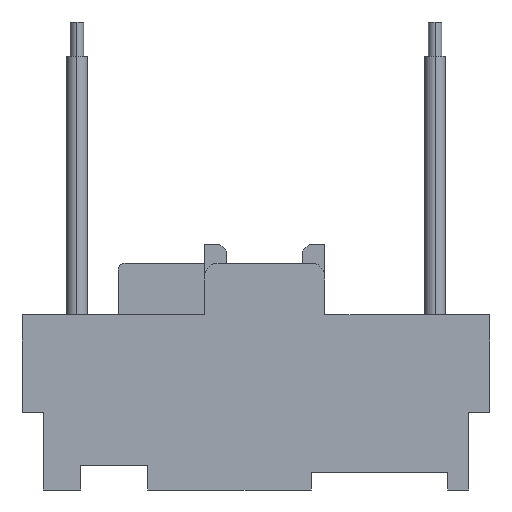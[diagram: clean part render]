
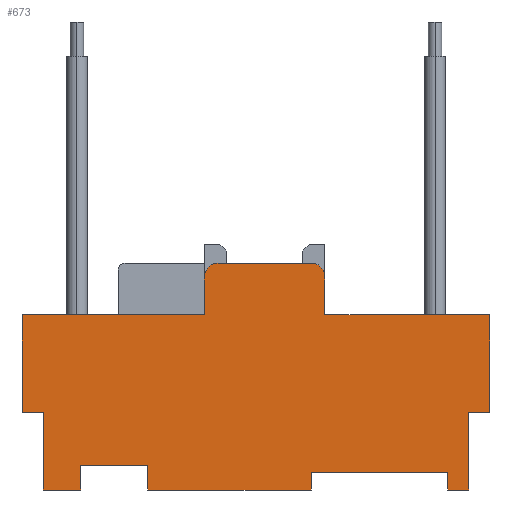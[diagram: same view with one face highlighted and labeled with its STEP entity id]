
A CAD part, left-side view. The second image highlights one B-rep face of the part: STEP entity #673.
In plain terms, the highlighted planar face has unit normal (-1, 0, 0).
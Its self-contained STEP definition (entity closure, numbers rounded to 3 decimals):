
#673=ADVANCED_FACE('',(#1732),#1733,.T.);
#1031=VERTEX_POINT('',#2091);
#1035=VERTEX_POINT('',#2095);
#1037=EDGE_CURVE('',#1035,#1031,#2097,.T.);
#1229=VERTEX_POINT('',#2289);
#1233=EDGE_CURVE('',#1031,#1229,#2293,.T.);
#1235=VERTEX_POINT('',#2295);
#1239=EDGE_CURVE('',#1229,#1235,#2299,.T.);
#1241=VERTEX_POINT('',#2301);
#1245=EDGE_CURVE('',#1235,#1241,#2305,.T.);
#1253=VERTEX_POINT('',#2313);
#1257=VERTEX_POINT('',#2317);
#1259=EDGE_CURVE('',#1257,#1253,#2319,.T.);
#1267=VERTEX_POINT('',#2327);
#1271=EDGE_CURVE('',#1253,#1267,#2331,.T.);
#1277=VERTEX_POINT('',#2337);
#1281=EDGE_CURVE('',#1267,#1277,#2341,.T.);
#1287=VERTEX_POINT('',#2347);
#1291=EDGE_CURVE('',#1277,#1287,#2351,.T.);
#1297=VERTEX_POINT('',#2357);
#1301=EDGE_CURVE('',#1287,#1297,#2361,.T.);
#1307=VERTEX_POINT('',#2367);
#1311=EDGE_CURVE('',#1297,#1307,#2371,.T.);
#1317=VERTEX_POINT('',#2377);
#1321=EDGE_CURVE('',#1307,#1317,#2381,.T.);
#1327=VERTEX_POINT('',#2387);
#1331=EDGE_CURVE('',#1317,#1327,#2391,.T.);
#1337=VERTEX_POINT('',#2397);
#1341=EDGE_CURVE('',#1327,#1337,#2401,.T.);
#1347=VERTEX_POINT('',#2407);
#1351=EDGE_CURVE('',#1337,#1347,#2411,.T.);
#1357=VERTEX_POINT('',#2417);
#1361=EDGE_CURVE('',#1347,#1357,#2421,.T.);
#1367=VERTEX_POINT('',#2427);
#1371=EDGE_CURVE('',#1357,#1367,#2431,.T.);
#1379=EDGE_CURVE('',#1367,#1035,#2439,.T.);
#1395=VERTEX_POINT('',#2455);
#1399=EDGE_CURVE('',#1241,#1395,#2459,.T.);
#1405=VERTEX_POINT('',#2465);
#1409=EDGE_CURVE('',#1395,#1405,#2469,.T.);
#1415=VERTEX_POINT('',#2475);
#1419=EDGE_CURVE('',#1405,#1415,#2479,.T.);
#1425=VERTEX_POINT('',#2485);
#1429=EDGE_CURVE('',#1415,#1425,#2489,.T.);
#1433=EDGE_CURVE('',#1425,#1257,#2493,.T.);
#1732=FACE_OUTER_BOUND('',#2782,.T.);
#1733=PLANE('',#2783);
#2091=CARTESIAN_POINT('',(0.0,51.8,65.85));
#2095=CARTESIAN_POINT('',(0.0,47.8,61.85));
#2097=CIRCLE('',#3310,4.);
#2289=CARTESIAN_POINT('',(0.0,78.8,65.85));
#2293=LINE('',#3612,#3613);
#2295=CARTESIAN_POINT('',(0.0,82.8,61.85));
#2299=CIRCLE('',#3622,4.);
#2301=CARTESIAN_POINT('',(0.0,82.8,50.85));
#2305=LINE('',#3631,#3632);
#2313=CARTESIAN_POINT('',(0.0,118.7,7.0));
#2317=CARTESIAN_POINT('',(0.0,118.7,0.0));
#2319=LINE('',#3651,#3652);
#2327=CARTESIAN_POINT('',(0.0,99.2,7.0));
#2331=LINE('',#3671,#3672);
#2337=CARTESIAN_POINT('',(0.0,99.2,0.0));
#2341=LINE('',#3687,#3688);
#2347=CARTESIAN_POINT('',(0.0,51.8,0.0));
#2351=LINE('',#3703,#3704);
#2357=CARTESIAN_POINT('',(0.0,51.8,5.0));
#2361=LINE('',#3719,#3720);
#2367=CARTESIAN_POINT('',(0.0,12.2,5.0));
#2371=LINE('',#3735,#3736);
#2377=CARTESIAN_POINT('',(0.0,12.2,0.0));
#2381=LINE('',#3751,#3752);
#2387=CARTESIAN_POINT('',(0.0,6.1,0.0));
#2391=LINE('',#3767,#3768);
#2397=CARTESIAN_POINT('',(0.0,6.1,22.5));
#2401=LINE('',#3783,#3784);
#2407=CARTESIAN_POINT('',(0.0,0.0,22.5));
#2411=LINE('',#3799,#3800);
#2417=CARTESIAN_POINT('',(0.0,0.0,50.85));
#2421=LINE('',#3815,#3816);
#2427=CARTESIAN_POINT('',(0.0,47.8,50.85));
#2431=LINE('',#3831,#3832);
#2439=LINE('',#3845,#3846);
#2455=CARTESIAN_POINT('',(0.0,135.6,50.85));
#2459=LINE('',#3878,#3879);
#2465=CARTESIAN_POINT('',(0.0,135.6,22.5));
#2469=LINE('',#3894,#3895);
#2475=CARTESIAN_POINT('',(0.0,129.5,22.5));
#2479=LINE('',#3910,#3911);
#2485=CARTESIAN_POINT('',(0.0,129.5,0.0));
#2489=LINE('',#3926,#3927);
#2493=LINE('',#3934,#3935);
#2782=EDGE_LOOP('',(#4729,#4730,#4731,#4732,#4733,#4734,#4735,#4736,#4737,#4738,#4739,#4740,#4741,#4742,#4743,#4744,#4745,#4746,#4747,#4748,#4749,#4750));
#2783=AXIS2_PLACEMENT_3D('',#4751,#4752,#4753);
#3310=AXIS2_PLACEMENT_3D('',#4965,#4966,#4967);
#3612=CARTESIAN_POINT('',(0.0,51.8,65.85));
#3613=VECTOR('',#5043,1.0);
#3622=AXIS2_PLACEMENT_3D('',#5045,#5046,#5047);
#3631=CARTESIAN_POINT('',(0.0,82.8,61.85));
#3632=VECTOR('',#5049,1.0);
#3651=CARTESIAN_POINT('',(0.0,118.7,0.0));
#3652=VECTOR('',#5052,1.0);
#3671=CARTESIAN_POINT('',(0.0,118.7,7.0));
#3672=VECTOR('',#5056,1.0);
#3687=CARTESIAN_POINT('',(0.0,99.2,7.0));
#3688=VECTOR('',#5059,1.0);
#3703=CARTESIAN_POINT('',(0.0,99.2,0.0));
#3704=VECTOR('',#5062,1.0);
#3719=CARTESIAN_POINT('',(0.0,51.8,0.0));
#3720=VECTOR('',#5065,1.0);
#3735=CARTESIAN_POINT('',(0.0,51.8,5.0));
#3736=VECTOR('',#5068,1.0);
#3751=CARTESIAN_POINT('',(0.0,12.2,5.0));
#3752=VECTOR('',#5071,1.0);
#3767=CARTESIAN_POINT('',(0.0,12.2,0.0));
#3768=VECTOR('',#5074,1.0);
#3783=CARTESIAN_POINT('',(0.0,6.1,0.0));
#3784=VECTOR('',#5077,1.0);
#3799=CARTESIAN_POINT('',(0.0,6.1,22.5));
#3800=VECTOR('',#5080,1.0);
#3815=CARTESIAN_POINT('',(0.0,0.0,22.5));
#3816=VECTOR('',#5083,1.0);
#3831=CARTESIAN_POINT('',(0.0,0.0,50.85));
#3832=VECTOR('',#5086,1.0);
#3845=CARTESIAN_POINT('',(0.0,47.8,50.85));
#3846=VECTOR('',#5089,1.0);
#3878=CARTESIAN_POINT('',(0.0,82.8,50.85));
#3879=VECTOR('',#5098,1.0);
#3894=CARTESIAN_POINT('',(0.0,135.6,50.85));
#3895=VECTOR('',#5101,1.0);
#3910=CARTESIAN_POINT('',(0.0,135.6,22.5));
#3911=VECTOR('',#5104,1.0);
#3926=CARTESIAN_POINT('',(0.0,129.5,22.5));
#3927=VECTOR('',#5107,1.0);
#3934=CARTESIAN_POINT('',(0.0,129.5,0.0));
#3935=VECTOR('',#5109,1.0);
#4729=ORIENTED_EDGE('',*,*,#1433,.T.);
#4730=ORIENTED_EDGE('',*,*,#1259,.T.);
#4731=ORIENTED_EDGE('',*,*,#1271,.T.);
#4732=ORIENTED_EDGE('',*,*,#1281,.T.);
#4733=ORIENTED_EDGE('',*,*,#1291,.T.);
#4734=ORIENTED_EDGE('',*,*,#1301,.T.);
#4735=ORIENTED_EDGE('',*,*,#1311,.T.);
#4736=ORIENTED_EDGE('',*,*,#1321,.T.);
#4737=ORIENTED_EDGE('',*,*,#1331,.T.);
#4738=ORIENTED_EDGE('',*,*,#1341,.T.);
#4739=ORIENTED_EDGE('',*,*,#1351,.T.);
#4740=ORIENTED_EDGE('',*,*,#1361,.T.);
#4741=ORIENTED_EDGE('',*,*,#1371,.T.);
#4742=ORIENTED_EDGE('',*,*,#1379,.T.);
#4743=ORIENTED_EDGE('',*,*,#1037,.T.);
#4744=ORIENTED_EDGE('',*,*,#1233,.T.);
#4745=ORIENTED_EDGE('',*,*,#1239,.T.);
#4746=ORIENTED_EDGE('',*,*,#1245,.T.);
#4747=ORIENTED_EDGE('',*,*,#1399,.T.);
#4748=ORIENTED_EDGE('',*,*,#1409,.T.);
#4749=ORIENTED_EDGE('',*,*,#1419,.T.);
#4750=ORIENTED_EDGE('',*,*,#1429,.T.);
#4751=CARTESIAN_POINT('',(0.0,68.158,28.834));
#4752=DIRECTION('',(-1.0,0.0,0.0));
#4753=DIRECTION('',(0.0,1.0,0.0));
#4965=CARTESIAN_POINT('',(0.0,51.8,61.85));
#4966=DIRECTION('',(-1.0,-0.0,0.0));
#4967=DIRECTION('',(0.0,-1.0,0.));
#5043=DIRECTION('',(0.0,1.0,0.0));
#5045=CARTESIAN_POINT('',(0.0,78.8,61.85));
#5046=DIRECTION('',(-1.0,0.0,0.0));
#5047=DIRECTION('',(0.0,0.,1.0));
#5049=DIRECTION('',(0.0,0.0,-1.0));
#5052=DIRECTION('',(0.0,0.0,1.0));
#5056=DIRECTION('',(0.0,-1.0,0.0));
#5059=DIRECTION('',(0.0,0.0,-1.0));
#5062=DIRECTION('',(0.0,-1.0,0.0));
#5065=DIRECTION('',(0.0,0.0,1.0));
#5068=DIRECTION('',(0.0,-1.0,0.0));
#5071=DIRECTION('',(0.0,0.0,-1.0));
#5074=DIRECTION('',(0.0,-1.0,0.0));
#5077=DIRECTION('',(0.0,0.0,1.0));
#5080=DIRECTION('',(0.0,-1.0,0.0));
#5083=DIRECTION('',(0.0,0.0,1.0));
#5086=DIRECTION('',(0.0,1.0,0.0));
#5089=DIRECTION('',(0.0,0.0,1.0));
#5098=DIRECTION('',(0.0,1.0,0.0));
#5101=DIRECTION('',(0.0,0.0,-1.0));
#5104=DIRECTION('',(0.0,-1.0,0.0));
#5107=DIRECTION('',(0.0,0.0,-1.0));
#5109=DIRECTION('',(0.0,-1.0,0.0));
